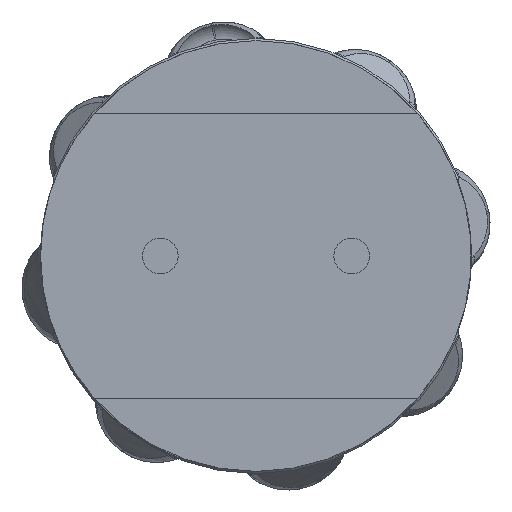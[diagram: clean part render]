
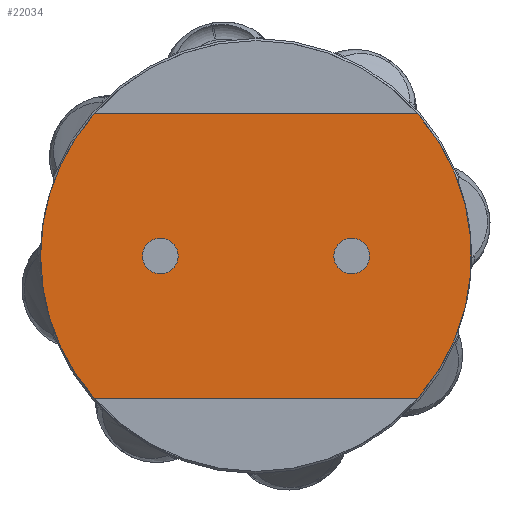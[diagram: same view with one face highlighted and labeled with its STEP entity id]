
A CAD part, front view. The second image highlights one B-rep face of the part: STEP entity #22034.
In plain terms, the highlighted planar face has unit normal (0, -1, 0).
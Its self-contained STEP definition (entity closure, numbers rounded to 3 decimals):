
#475=CIRCLE('',#23266,25.);
#476=CIRCLE('',#23267,25.);
#477=CIRCLE('',#23268,25.);
#478=CIRCLE('',#23269,2.067);
#479=CIRCLE('',#23270,2.067);
#480=CIRCLE('',#23271,2.067);
#481=CIRCLE('',#23272,2.067);
#1022=FACE_BOUND('',#3715,.T.);
#1023=FACE_BOUND('',#3716,.T.);
#2500=FACE_OUTER_BOUND('',#3714,.T.);
#3714=EDGE_LOOP('',(#17847,#17848,#17849,#17850,#17851));
#3715=EDGE_LOOP('',(#17852,#17853));
#3716=EDGE_LOOP('',(#17854,#17855));
#5679=LINE('',#36600,#7706);
#5680=LINE('',#36606,#7707);
#7706=VECTOR('',#27179,10.);
#7707=VECTOR('',#27184,10.);
#9612=VERTEX_POINT('',#36598);
#9613=VERTEX_POINT('',#36599);
#9614=VERTEX_POINT('',#36601);
#9615=VERTEX_POINT('',#36603);
#9616=VERTEX_POINT('',#36605);
#9617=VERTEX_POINT('',#36608);
#9618=VERTEX_POINT('',#36609);
#9619=VERTEX_POINT('',#36612);
#9620=VERTEX_POINT('',#36613);
#12445=EDGE_CURVE('',#9612,#9613,#5679,.T.);
#12446=EDGE_CURVE('',#9613,#9614,#475,.T.);
#12447=EDGE_CURVE('',#9614,#9615,#476,.T.);
#12448=EDGE_CURVE('',#9615,#9616,#5680,.T.);
#12449=EDGE_CURVE('',#9616,#9612,#477,.T.);
#12450=EDGE_CURVE('',#9617,#9618,#478,.T.);
#12451=EDGE_CURVE('',#9618,#9617,#479,.T.);
#12452=EDGE_CURVE('',#9619,#9620,#480,.T.);
#12453=EDGE_CURVE('',#9620,#9619,#481,.T.);
#17847=ORIENTED_EDGE('',*,*,#12445,.T.);
#17848=ORIENTED_EDGE('',*,*,#12446,.T.);
#17849=ORIENTED_EDGE('',*,*,#12447,.T.);
#17850=ORIENTED_EDGE('',*,*,#12448,.T.);
#17851=ORIENTED_EDGE('',*,*,#12449,.T.);
#17852=ORIENTED_EDGE('',*,*,#12450,.T.);
#17853=ORIENTED_EDGE('',*,*,#12451,.T.);
#17854=ORIENTED_EDGE('',*,*,#12452,.T.);
#17855=ORIENTED_EDGE('',*,*,#12453,.T.);
#19888=PLANE('',#23265);
#22034=ADVANCED_FACE('',(#2500,#1022,#1023),#19888,.T.);
#23265=AXIS2_PLACEMENT_3D('',#36597,#27177,#27178);
#23266=AXIS2_PLACEMENT_3D('',#36602,#27180,#27181);
#23267=AXIS2_PLACEMENT_3D('',#36604,#27182,#27183);
#23268=AXIS2_PLACEMENT_3D('',#36607,#27185,#27186);
#23269=AXIS2_PLACEMENT_3D('',#36610,#27187,#27188);
#23270=AXIS2_PLACEMENT_3D('',#36611,#27189,#27190);
#23271=AXIS2_PLACEMENT_3D('',#36614,#27191,#27192);
#23272=AXIS2_PLACEMENT_3D('',#36615,#27193,#27194);
#27177=DIRECTION('center_axis',(0.,-1.,0.));
#27178=DIRECTION('ref_axis',(0.,0.,-1.));
#27179=DIRECTION('',(-1.,0.,0.));
#27180=DIRECTION('center_axis',(0.,-1.,0.));
#27181=DIRECTION('ref_axis',(1.,0.,0.));
#27182=DIRECTION('center_axis',(0.,-1.,0.));
#27183=DIRECTION('ref_axis',(1.,0.,0.));
#27184=DIRECTION('',(1.,0.,0.));
#27185=DIRECTION('center_axis',(0.,-1.,0.));
#27186=DIRECTION('ref_axis',(1.,0.,0.));
#27187=DIRECTION('center_axis',(0.,1.,0.));
#27188=DIRECTION('ref_axis',(0.,0.,-1.));
#27189=DIRECTION('center_axis',(0.,1.,0.));
#27190=DIRECTION('ref_axis',(0.,0.,-1.));
#27191=DIRECTION('center_axis',(0.,1.,0.));
#27192=DIRECTION('ref_axis',(0.,0.,-1.));
#27193=DIRECTION('center_axis',(0.,1.,0.));
#27194=DIRECTION('ref_axis',(0.,0.,-1.));
#36597=CARTESIAN_POINT('Origin',(12.5,0.,0.));
#36598=CARTESIAN_POINT('',(18.782,0.,16.5));
#36599=CARTESIAN_POINT('',(-18.782,0.,16.5));
#36600=CARTESIAN_POINT('',(20.316,0.,16.5));
#36601=CARTESIAN_POINT('',(-25.,0.,0.));
#36602=CARTESIAN_POINT('Origin',(0.,0.,0.));
#36603=CARTESIAN_POINT('',(-18.782,0.,-16.5));
#36604=CARTESIAN_POINT('Origin',(0.,0.,0.));
#36605=CARTESIAN_POINT('',(18.782,0.,-16.5));
#36606=CARTESIAN_POINT('',(-7.184,0.,-16.5));
#36607=CARTESIAN_POINT('Origin',(0.,0.,0.));
#36608=CARTESIAN_POINT('',(-11.1,0.,-2.067));
#36609=CARTESIAN_POINT('',(-11.1,0.,2.067));
#36610=CARTESIAN_POINT('Origin',(-11.1,0.,0.));
#36611=CARTESIAN_POINT('Origin',(-11.1,0.,0.));
#36612=CARTESIAN_POINT('',(11.1,0.,-2.067));
#36613=CARTESIAN_POINT('',(11.1,0.,2.067));
#36614=CARTESIAN_POINT('Origin',(11.1,0.,0.));
#36615=CARTESIAN_POINT('Origin',(11.1,0.,0.));
